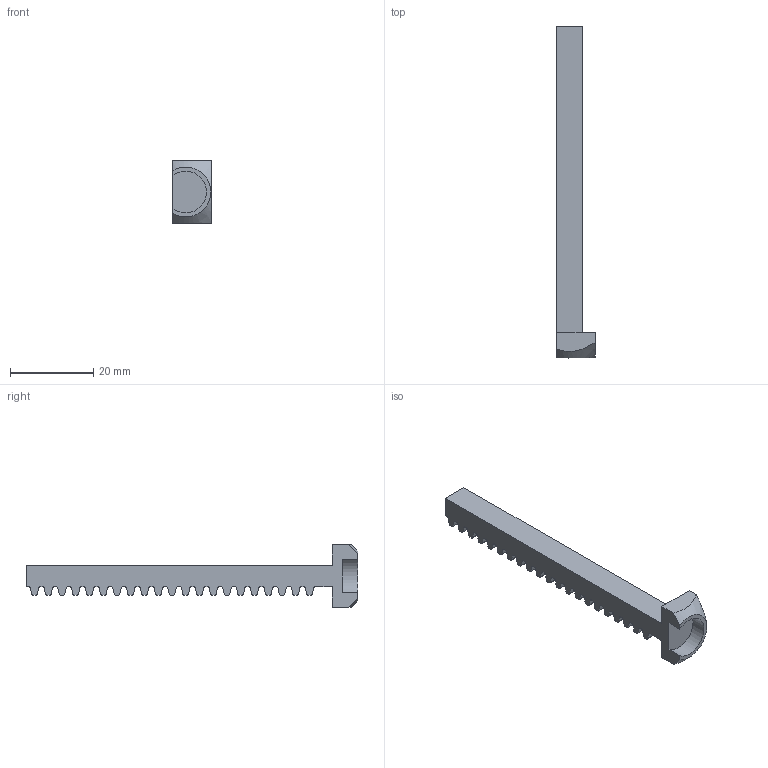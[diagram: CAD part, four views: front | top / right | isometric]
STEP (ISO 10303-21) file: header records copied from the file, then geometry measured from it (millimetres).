
FILE_DESCRIPTION(/* description */ (''),/* implementation_level */ '2;1');
FILE_NAME(/* name */ '21_ATC_Zahnstange.step',/* time_stamp */ '2021-01-21T13:54:48+01:00',/* author */ (''),/* organization */ (''),/* preprocessor_version */ 'ST-DEVELOPER v18.1',/* originating_system */ 'Autodesk Translation Framework v9.7.1.1290',/* authorisation */ '');
FILE_SCHEMA (('AUTOMOTIVE_DESIGN { 1 0 10303 214 3 1 1 }'));
Length unit declared in the file: millimetre
Products named in the file (2): ATC_Zahnstange; Pusher, 75mm Long
Assembly tree (1 placements, depth 2):
  ATC_Zahnstange
    Pusher, 75mm Long
Bounding box: 9.35 x 79.7 x 15.08 mm (x, y, z)
Volume: 3401.6 mm3; surface area: 2811.2 mm2
Topology: 1 solids, 1 shells, 183 faces, 543 edges, 362 vertices
Faces by surface type: plane 97, cylinder 85, cone 1
Entity records: 6225 total; most frequent: CARTESIAN_POINT 1101, ORIENTED_EDGE 1086, DIRECTION 1083, EDGE_CURVE 543, LINE 365, VECTOR 365, VERTEX_POINT 362, AXIS2_PLACEMENT_3D 359
